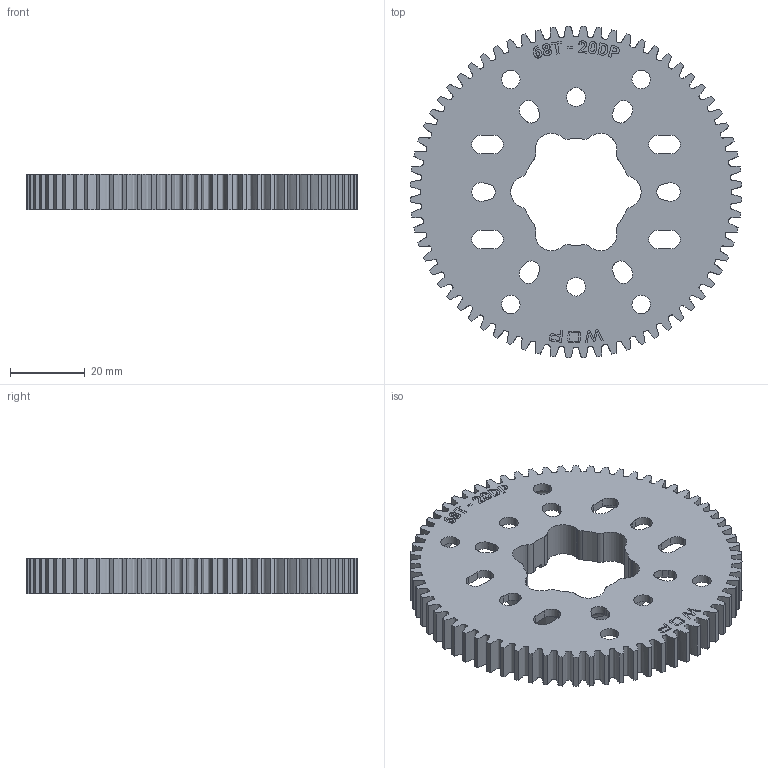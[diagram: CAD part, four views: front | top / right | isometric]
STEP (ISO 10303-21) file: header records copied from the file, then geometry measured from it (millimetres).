
FILE_DESCRIPTION (( 'STEP AP214' ), '1' );
FILE_NAME ('WCP-1099 Rev1.step', '2024-01-18T01:27:37', ( '' ), ( '' ), 'SwSTEP 2.0', 'SolidWorks 2022', '' );
FILE_SCHEMA (( 'AUTOMOTIVE_DESIGN' ));
Length unit declared in the file: inch
Products named in the file (1): WCP-1099 Rev1
Bounding box: 88.85 x 88.85 x 9.53 mm (x, y, z)
Volume: 22258.5 mm3; surface area: 18451.1 mm2
Topology: 1 solids, 1 shells, 396 faces, 1150 edges, 765 vertices
Faces by surface type: cylinder 147, plane 123, bspline 122, torus 4
Entity records: 35773 total; most frequent: CARTESIAN_POINT 25758, ORIENTED_EDGE 2300, DIRECTION 1767, EDGE_CURVE 1150, VERTEX_POINT 765, AXIS2_PLACEMENT_3D 598, LINE 571, VECTOR 571
